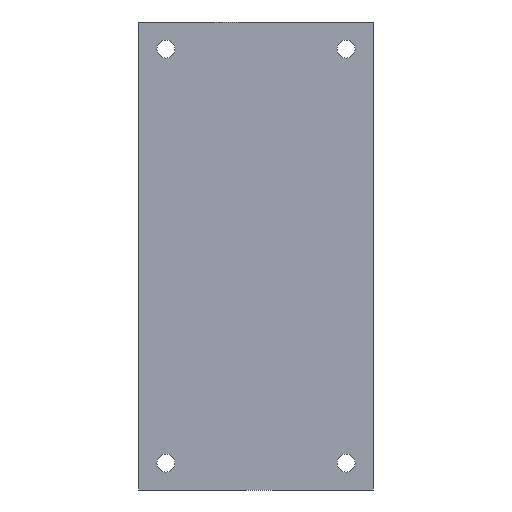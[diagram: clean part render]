
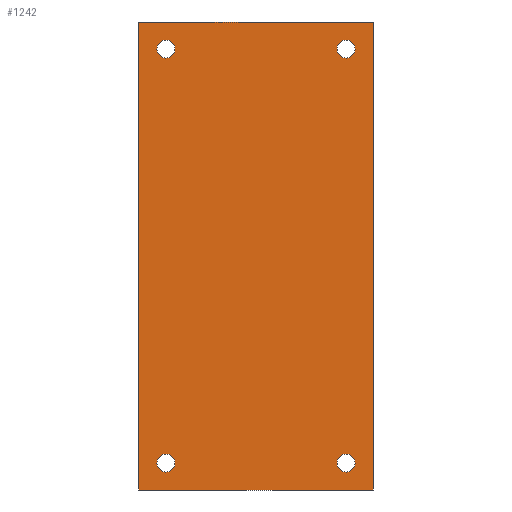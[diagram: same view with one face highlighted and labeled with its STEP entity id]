
A CAD part, front view. The second image highlights one B-rep face of the part: STEP entity #1242.
In plain terms, the highlighted planar face has unit normal (0, -1, 0).
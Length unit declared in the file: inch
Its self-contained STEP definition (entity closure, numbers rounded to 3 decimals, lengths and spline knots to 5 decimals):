
#30=FACE_BOUND('',#228,.T.);
#31=FACE_BOUND('',#229,.T.);
#32=FACE_BOUND('',#230,.T.);
#33=FACE_BOUND('',#231,.T.);
#78=PLANE('',#1361);
#145=FACE_OUTER_BOUND('',#227,.T.);
#227=EDGE_LOOP('',(#1146,#1147,#1148,#1149));
#228=EDGE_LOOP('',(#1150));
#229=EDGE_LOOP('',(#1151));
#230=EDGE_LOOP('',(#1152));
#231=EDGE_LOOP('',(#1153));
#350=LINE('',#2051,#476);
#353=LINE('',#2056,#479);
#355=LINE('',#2060,#481);
#357=LINE('',#2063,#483);
#476=VECTOR('',#1694,0.3937);
#479=VECTOR('',#1699,0.3937);
#481=VECTOR('',#1703,0.3937);
#483=VECTOR('',#1707,0.3937);
#524=CIRCLE('',#1349,0.125);
#525=CIRCLE('',#1351,0.125);
#526=CIRCLE('',#1353,0.125);
#527=CIRCLE('',#1355,0.125);
#636=VERTEX_POINT('',#2037);
#637=VERTEX_POINT('',#2040);
#638=VERTEX_POINT('',#2043);
#639=VERTEX_POINT('',#2046);
#640=VERTEX_POINT('',#2049);
#641=VERTEX_POINT('',#2050);
#642=VERTEX_POINT('',#2055);
#643=VERTEX_POINT('',#2059);
#802=EDGE_CURVE('',#636,#636,#524,.T.);
#803=EDGE_CURVE('',#637,#637,#525,.T.);
#804=EDGE_CURVE('',#638,#638,#526,.T.);
#805=EDGE_CURVE('',#639,#639,#527,.T.);
#806=EDGE_CURVE('',#640,#641,#350,.T.);
#809=EDGE_CURVE('',#642,#640,#353,.T.);
#811=EDGE_CURVE('',#643,#642,#355,.T.);
#813=EDGE_CURVE('',#641,#643,#357,.T.);
#1146=ORIENTED_EDGE('',*,*,#813,.F.);
#1147=ORIENTED_EDGE('',*,*,#806,.F.);
#1148=ORIENTED_EDGE('',*,*,#809,.F.);
#1149=ORIENTED_EDGE('',*,*,#811,.F.);
#1150=ORIENTED_EDGE('',*,*,#802,.T.);
#1151=ORIENTED_EDGE('',*,*,#803,.T.);
#1152=ORIENTED_EDGE('',*,*,#804,.T.);
#1153=ORIENTED_EDGE('',*,*,#805,.T.);
#1242=ADVANCED_FACE('',(#145,#30,#31,#32,#33),#78,.T.);
#1349=AXIS2_PLACEMENT_3D('',#2038,#1678,#1679);
#1351=AXIS2_PLACEMENT_3D('',#2041,#1682,#1683);
#1353=AXIS2_PLACEMENT_3D('',#2044,#1686,#1687);
#1355=AXIS2_PLACEMENT_3D('',#2047,#1690,#1691);
#1361=AXIS2_PLACEMENT_3D('',#2065,#1710,#1711);
#1678=DIRECTION('center_axis',(0.,1.,0.));
#1679=DIRECTION('ref_axis',(1.,0.,0.));
#1682=DIRECTION('center_axis',(0.,1.,0.));
#1683=DIRECTION('ref_axis',(1.,0.,0.));
#1686=DIRECTION('center_axis',(0.,1.,0.));
#1687=DIRECTION('ref_axis',(1.,0.,0.));
#1690=DIRECTION('center_axis',(0.,1.,0.));
#1691=DIRECTION('ref_axis',(1.,0.,0.));
#1694=DIRECTION('',(0.,0.,-1.));
#1699=DIRECTION('',(1.,0.,0.));
#1703=DIRECTION('',(0.,0.,1.));
#1707=DIRECTION('',(-1.,0.,0.));
#1710=DIRECTION('center_axis',(0.,-1.,0.));
#1711=DIRECTION('ref_axis',(0.,0.,-1.));
#2037=CARTESIAN_POINT('',(0.25,0.,-0.375));
#2038=CARTESIAN_POINT('Origin',(0.375,0.,-0.375));
#2040=CARTESIAN_POINT('',(2.75,0.,-0.375));
#2041=CARTESIAN_POINT('Origin',(2.875,0.,-0.375));
#2043=CARTESIAN_POINT('',(0.25,0.,-6.125));
#2044=CARTESIAN_POINT('Origin',(0.375,0.,-6.125));
#2046=CARTESIAN_POINT('',(2.75,0.,-6.125));
#2047=CARTESIAN_POINT('Origin',(2.875,0.,-6.125));
#2049=CARTESIAN_POINT('',(3.25,0.,0.));
#2050=CARTESIAN_POINT('',(3.25,0.,-6.5));
#2051=CARTESIAN_POINT('',(3.25,0.,0.));
#2055=CARTESIAN_POINT('',(0.,0.,0.));
#2056=CARTESIAN_POINT('',(0.,0.,0.));
#2059=CARTESIAN_POINT('',(0.,0.,-6.5));
#2060=CARTESIAN_POINT('',(0.,0.,-6.5));
#2063=CARTESIAN_POINT('',(3.25,0.,-6.5));
#2065=CARTESIAN_POINT('Origin',(1.625,0.,-3.25));
